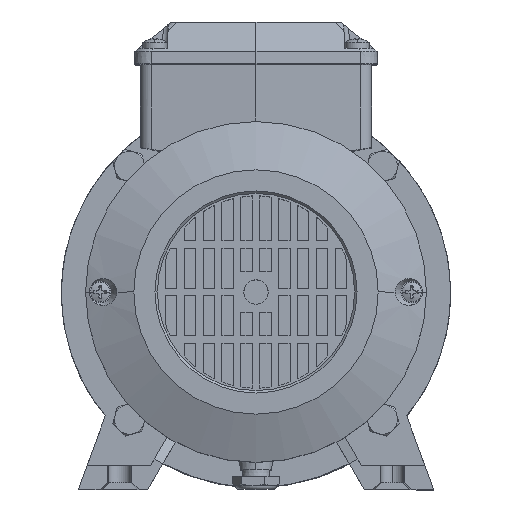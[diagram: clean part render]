
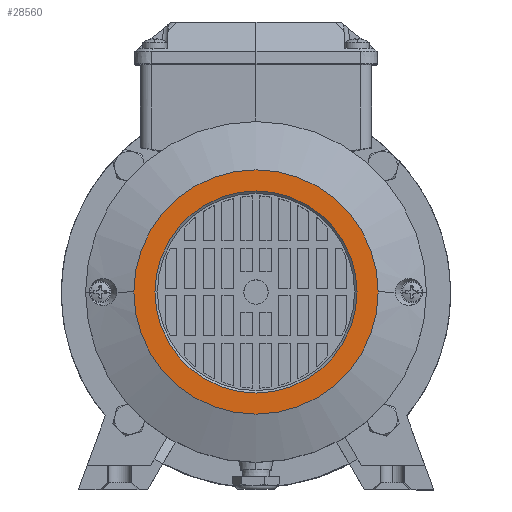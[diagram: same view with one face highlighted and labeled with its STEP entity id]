
A CAD part, top view. The second image highlights one B-rep face of the part: STEP entity #28560.
In plain terms, the highlighted planar face has unit normal (0, 0, 1).
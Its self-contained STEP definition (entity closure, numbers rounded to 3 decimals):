
#646 = AXIS2_PLACEMENT_3D ( 'NONE', #86946, #11307, #72486 ) ;
#699 = CARTESIAN_POINT ( 'NONE',  ( 41.5, 0., 192. ) ) ;
#994 = FACE_OUTER_BOUND ( 'NONE', #3445, .T. ) ;
#2139 = CIRCLE ( 'NONE', #646, 41.5 ) ;
#3251 = AXIS2_PLACEMENT_3D ( 'NONE', #37941, #32036, #59694 ) ;
#3445 = EDGE_LOOP ( 'NONE', ( #31605, #76815 ) ) ;
#5855 = CARTESIAN_POINT ( 'NONE',  ( 0., 0., 192. ) ) ;
#11307 = DIRECTION ( 'NONE',  ( 0., 0., -1. ) ) ;
#12356 = CIRCLE ( 'NONE', #21015, 50.178 ) ;
#14566 = CARTESIAN_POINT ( 'NONE',  ( 100.357, -100.357, 192. ) ) ;
#15011 = DIRECTION ( 'NONE',  ( 1., 0., 0. ) ) ;
#15742 = ORIENTED_EDGE ( 'NONE', *, *, #77250, .T. ) ;
#18565 = DIRECTION ( 'NONE',  ( -1., 0., 0. ) ) ;
#21015 = AXIS2_PLACEMENT_3D ( 'NONE', #88941, #54948, #75345 ) ;
#24684 = EDGE_CURVE ( 'NONE', #43774, #59302, #12356, .T. ) ;
#27083 = ORIENTED_EDGE ( 'NONE', *, *, #51189, .T. ) ;
#28560 = ADVANCED_FACE ( 'NONE', ( #64407, #994 ), #77100, .T. ) ;
#29498 = CARTESIAN_POINT ( 'NONE',  ( 50.178, 0., 192. ) ) ;
#31605 = ORIENTED_EDGE ( 'NONE', *, *, #45713, .F. ) ;
#32036 = DIRECTION ( 'NONE',  ( 0., 0., -1. ) ) ;
#37941 = CARTESIAN_POINT ( 'NONE',  ( 0., 0., 192. ) ) ;
#38655 = AXIS2_PLACEMENT_3D ( 'NONE', #14566, #50373, #15011 ) ;
#41028 = AXIS2_PLACEMENT_3D ( 'NONE', #5855, #46626, #18565 ) ;
#43774 = VERTEX_POINT ( 'NONE', #29498 ) ;
#45713 = EDGE_CURVE ( 'NONE', #59302, #43774, #80111, .T. ) ;
#46626 = DIRECTION ( 'NONE',  ( 0., 0., -1. ) ) ;
#50373 = DIRECTION ( 'NONE',  ( 0., 0., 1. ) ) ;
#51189 = EDGE_CURVE ( 'NONE', #66994, #77494, #2139, .T. ) ;
#54948 = DIRECTION ( 'NONE',  ( 0., 0., -1. ) ) ;
#59302 = VERTEX_POINT ( 'NONE', #65969 ) ;
#59694 = DIRECTION ( 'NONE',  ( 1., 0., 0. ) ) ;
#64407 = FACE_BOUND ( 'NONE', #76266, .T. ) ;
#65969 = CARTESIAN_POINT ( 'NONE',  ( -50.178, 0., 192. ) ) ;
#66994 = VERTEX_POINT ( 'NONE', #699 ) ;
#67192 = CARTESIAN_POINT ( 'NONE',  ( -41.5, 0., 192. ) ) ;
#72486 = DIRECTION ( 'NONE',  ( 1., 0., 0. ) ) ;
#72747 = CIRCLE ( 'NONE', #3251, 41.5 ) ;
#75345 = DIRECTION ( 'NONE',  ( -1., 0., 0. ) ) ;
#76266 = EDGE_LOOP ( 'NONE', ( #27083, #15742 ) ) ;
#76815 = ORIENTED_EDGE ( 'NONE', *, *, #24684, .F. ) ;
#77100 = PLANE ( 'NONE',  #38655 ) ;
#77250 = EDGE_CURVE ( 'NONE', #77494, #66994, #72747, .T. ) ;
#77494 = VERTEX_POINT ( 'NONE', #67192 ) ;
#80111 = CIRCLE ( 'NONE', #41028, 50.178 ) ;
#86946 = CARTESIAN_POINT ( 'NONE',  ( 0., 0., 192. ) ) ;
#88941 = CARTESIAN_POINT ( 'NONE',  ( 0., 0., 192. ) ) ;
